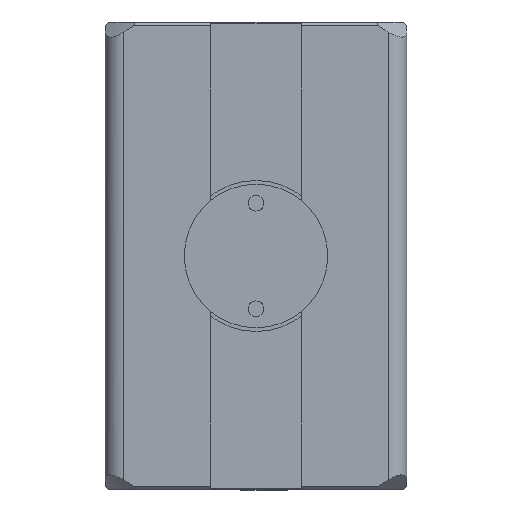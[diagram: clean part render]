
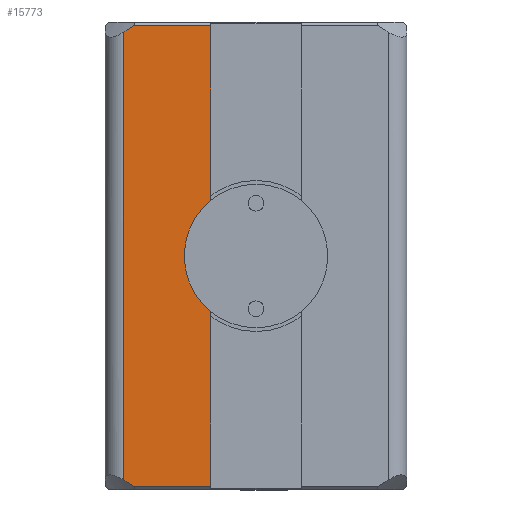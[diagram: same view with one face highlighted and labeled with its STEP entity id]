
A CAD part, front view. The second image highlights one B-rep face of the part: STEP entity #15773.
In plain terms, the highlighted planar face has unit normal (0, -1, 0).
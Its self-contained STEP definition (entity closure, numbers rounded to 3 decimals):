
#67 = EDGE_CURVE ( 'NONE', #13603, #33257, #28625, .T. ) ;
#718 = EDGE_CURVE ( 'NONE', #7556, #12824, #11261, .T. ) ;
#1255 = DIRECTION ( 'NONE',  ( 0., 0., 1. ) ) ;
#1836 = CARTESIAN_POINT ( 'NONE',  ( -16.217, -20., 0.5 ) ) ;
#2620 = AXIS2_PLACEMENT_3D ( 'NONE', #21428, #5827, #3425 ) ;
#2799 = VECTOR ( 'NONE', #20288, 1000. ) ;
#3425 = DIRECTION ( 'NONE',  ( 0., 0., -1. ) ) ;
#3686 = CARTESIAN_POINT ( 'NONE',  ( -6., -20., 62. ) ) ;
#3762 = CARTESIAN_POINT ( 'NONE',  ( -17.5, -20., 1.327 ) ) ;
#4191 = CARTESIAN_POINT ( 'NONE',  ( -6., -20., 23.635 ) ) ;
#4335 = ORIENTED_EDGE ( 'NONE', *, *, #718, .F. ) ;
#4494 = VECTOR ( 'NONE', #4847, 1000. ) ;
#4630 = VECTOR ( 'NONE', #16764, 1000. ) ;
#4847 = DIRECTION ( 'NONE',  ( 1., 0., 0. ) ) ;
#5008 = CARTESIAN_POINT ( 'NONE',  ( -16.217, -20., 61.5 ) ) ;
#5238 = CARTESIAN_POINT ( 'NONE',  ( -17.5, -20., 60.673 ) ) ;
#5396 = CARTESIAN_POINT ( 'NONE',  ( -6., -20., 62. ) ) ;
#5827 = DIRECTION ( 'NONE',  ( 0., -1., 0. ) ) ;
#6919 = VECTOR ( 'NONE', #1255, 1000. ) ;
#6952 = EDGE_CURVE ( 'NONE', #22291, #32608, #23017, .T. ) ;
#7556 = VERTEX_POINT ( 'NONE', #5238 ) ;
#8607 = CARTESIAN_POINT ( 'NONE',  ( -6., -20., 38.365 ) ) ;
#9208 = CARTESIAN_POINT ( 'NONE',  ( -6., -20., 0.5 ) ) ;
#9877 = LINE ( 'NONE', #22348, #2799 ) ;
#10070 = B_SPLINE_CURVE_WITH_KNOTS ( 'NONE', 3,
 ( #14199, #25159, #21928, #3762 ),
 .UNSPECIFIED., .F., .F.,
 ( 4, 4 ),
 ( 0., 1. ),
 .UNSPECIFIED. ) ;
#10568 = ORIENTED_EDGE ( 'NONE', *, *, #24855, .T. ) ;
#11020 = PLANE ( 'NONE',  #2620 ) ;
#11261 = B_SPLINE_CURVE_WITH_KNOTS ( 'NONE', 3,
 ( #12734, #33807, #25737, #5008 ),
 .UNSPECIFIED., .F., .F.,
 ( 4, 4 ),
 ( 0., 1. ),
 .UNSPECIFIED. ) ;
#11791 = EDGE_CURVE ( 'NONE', #7556, #18813, #9877, .T. ) ;
#12734 = CARTESIAN_POINT ( 'NONE',  ( -17.5, -20., 60.673 ) ) ;
#12824 = VERTEX_POINT ( 'NONE', #28697 ) ;
#13603 = VERTEX_POINT ( 'NONE', #4191 ) ;
#13733 = EDGE_CURVE ( 'NONE', #32608, #13603, #23923, .T. ) ;
#13822 = AXIS2_PLACEMENT_3D ( 'NONE', #19823, #24973, #30280 ) ;
#14199 = CARTESIAN_POINT ( 'NONE',  ( -16.217, -20., 0.5 ) ) ;
#14707 = EDGE_LOOP ( 'NONE', ( #4335, #31286, #18306, #27312, #18981, #17152, #10568, #29720 ) ) ;
#15773 = ADVANCED_FACE ( 'NONE', ( #26920 ), #11020, .T. ) ;
#16091 = CARTESIAN_POINT ( 'NONE',  ( 0., -20., 61.5 ) ) ;
#16764 = DIRECTION ( 'NONE',  ( -1., 0., 0. ) ) ;
#17152 = ORIENTED_EDGE ( 'NONE', *, *, #67, .T. ) ;
#18306 = ORIENTED_EDGE ( 'NONE', *, *, #31295, .F. ) ;
#18813 = VERTEX_POINT ( 'NONE', #31176 ) ;
#18981 = ORIENTED_EDGE ( 'NONE', *, *, #13733, .T. ) ;
#19106 = LINE ( 'NONE', #3686, #6919 ) ;
#19823 = CARTESIAN_POINT ( 'NONE',  ( 0., -20., 31. ) ) ;
#20288 = DIRECTION ( 'NONE',  ( 0., 0., -1. ) ) ;
#21428 = CARTESIAN_POINT ( 'NONE',  ( 0., -20., 62. ) ) ;
#21928 = CARTESIAN_POINT ( 'NONE',  ( -17.067, -20., 1.042 ) ) ;
#22291 = VERTEX_POINT ( 'NONE', #1836 ) ;
#22348 = CARTESIAN_POINT ( 'NONE',  ( -17.5, -20., 62. ) ) ;
#22844 = CARTESIAN_POINT ( 'NONE',  ( 0., -20., 0.5 ) ) ;
#23017 = LINE ( 'NONE', #22844, #4494 ) ;
#23055 = EDGE_CURVE ( 'NONE', #26926, #12824, #24182, .T. ) ;
#23427 = VECTOR ( 'NONE', #26489, 1000. ) ;
#23923 = LINE ( 'NONE', #5396, #23427 ) ;
#24182 = LINE ( 'NONE', #16091, #4630 ) ;
#24855 = EDGE_CURVE ( 'NONE', #33257, #26926, #19106, .T. ) ;
#24973 = DIRECTION ( 'NONE',  ( 0., 1., 0. ) ) ;
#25159 = CARTESIAN_POINT ( 'NONE',  ( -16.64, -20., 0.766 ) ) ;
#25737 = CARTESIAN_POINT ( 'NONE',  ( -16.64, -20., 61.234 ) ) ;
#26489 = DIRECTION ( 'NONE',  ( 0., 0., 1. ) ) ;
#26920 = FACE_OUTER_BOUND ( 'NONE', #14707, .T. ) ;
#26926 = VERTEX_POINT ( 'NONE', #29250 ) ;
#27312 = ORIENTED_EDGE ( 'NONE', *, *, #6952, .T. ) ;
#28625 = CIRCLE ( 'NONE', #13822, 9.5 ) ;
#28697 = CARTESIAN_POINT ( 'NONE',  ( -16.217, -20., 61.5 ) ) ;
#29250 = CARTESIAN_POINT ( 'NONE',  ( -6., -20., 61.5 ) ) ;
#29720 = ORIENTED_EDGE ( 'NONE', *, *, #23055, .T. ) ;
#30280 = DIRECTION ( 'NONE',  ( 0., 0., -1. ) ) ;
#31176 = CARTESIAN_POINT ( 'NONE',  ( -17.5, -20., 1.327 ) ) ;
#31286 = ORIENTED_EDGE ( 'NONE', *, *, #11791, .T. ) ;
#31295 = EDGE_CURVE ( 'NONE', #22291, #18813, #10070, .T. ) ;
#32608 = VERTEX_POINT ( 'NONE', #9208 ) ;
#33257 = VERTEX_POINT ( 'NONE', #8607 ) ;
#33807 = CARTESIAN_POINT ( 'NONE',  ( -17.067, -20., 60.958 ) ) ;
